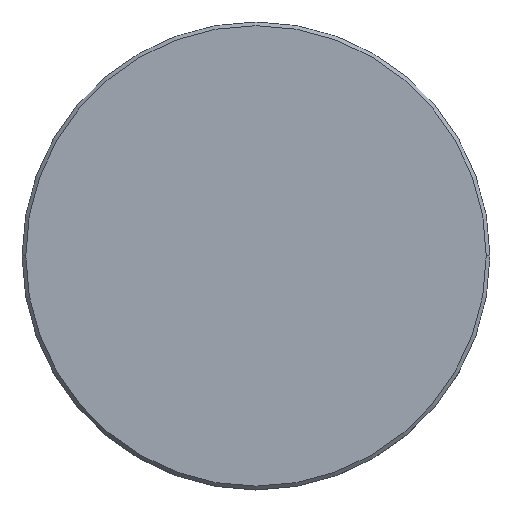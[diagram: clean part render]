
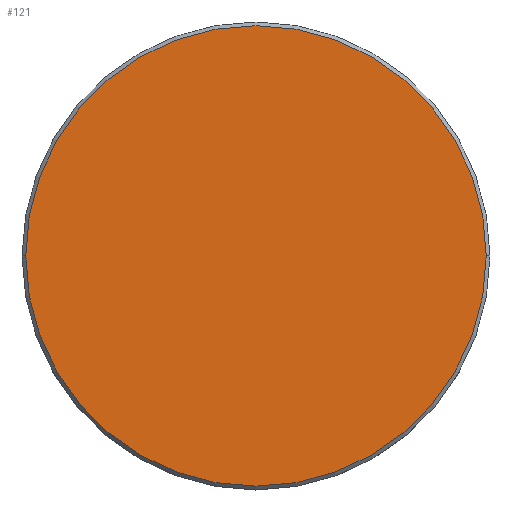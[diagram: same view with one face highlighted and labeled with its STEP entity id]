
A CAD part, top view. The second image highlights one B-rep face of the part: STEP entity #121.
In plain terms, the highlighted planar face has unit normal (0, 0, 1).
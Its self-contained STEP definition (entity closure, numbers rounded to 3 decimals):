
#12 = DIRECTION ( 'NONE',  ( 1., 0., 0. ) ) ;
#20 = AXIS2_PLACEMENT_3D ( 'NONE', #147, #226, #227 ) ;
#31 = CIRCLE ( 'NONE', #20, 12.5 ) ;
#32 = VERTEX_POINT ( 'NONE', #56 ) ;
#36 = EDGE_CURVE ( 'NONE', #32, #247, #31, .T. ) ;
#56 = CARTESIAN_POINT ( 'NONE',  ( -12.5, 0., 5. ) ) ;
#60 = PLANE ( 'NONE',  #153 ) ;
#65 = DIRECTION ( 'NONE',  ( 0., 0., 1. ) ) ;
#66 = AXIS2_PLACEMENT_3D ( 'NONE', #105, #65, #129 ) ;
#86 = ORIENTED_EDGE ( 'NONE', *, *, #250, .T. ) ;
#87 = CARTESIAN_POINT ( 'NONE',  ( 12.5, 0., 5. ) ) ;
#105 = CARTESIAN_POINT ( 'NONE',  ( 0., 0., 5. ) ) ;
#120 = CARTESIAN_POINT ( 'NONE',  ( 0., 0., 5. ) ) ;
#121 = ADVANCED_FACE ( 'NONE', ( #123 ), #60, .T. ) ;
#123 = FACE_OUTER_BOUND ( 'NONE', #249, .T. ) ;
#129 = DIRECTION ( 'NONE',  ( 1., 0., 0. ) ) ;
#147 = CARTESIAN_POINT ( 'NONE',  ( 0., 0., 5. ) ) ;
#153 = AXIS2_PLACEMENT_3D ( 'NONE', #120, #200, #12 ) ;
#200 = DIRECTION ( 'NONE',  ( 0., 0., 1. ) ) ;
#226 = DIRECTION ( 'NONE',  ( 0., 0., 1. ) ) ;
#227 = DIRECTION ( 'NONE',  ( 1., 0., 0. ) ) ;
#247 = VERTEX_POINT ( 'NONE', #87 ) ;
#249 = EDGE_LOOP ( 'NONE', ( #269, #86 ) ) ;
#250 = EDGE_CURVE ( 'NONE', #247, #32, #262, .T. ) ;
#262 = CIRCLE ( 'NONE', #66, 12.5 ) ;
#269 = ORIENTED_EDGE ( 'NONE', *, *, #36, .T. ) ;
